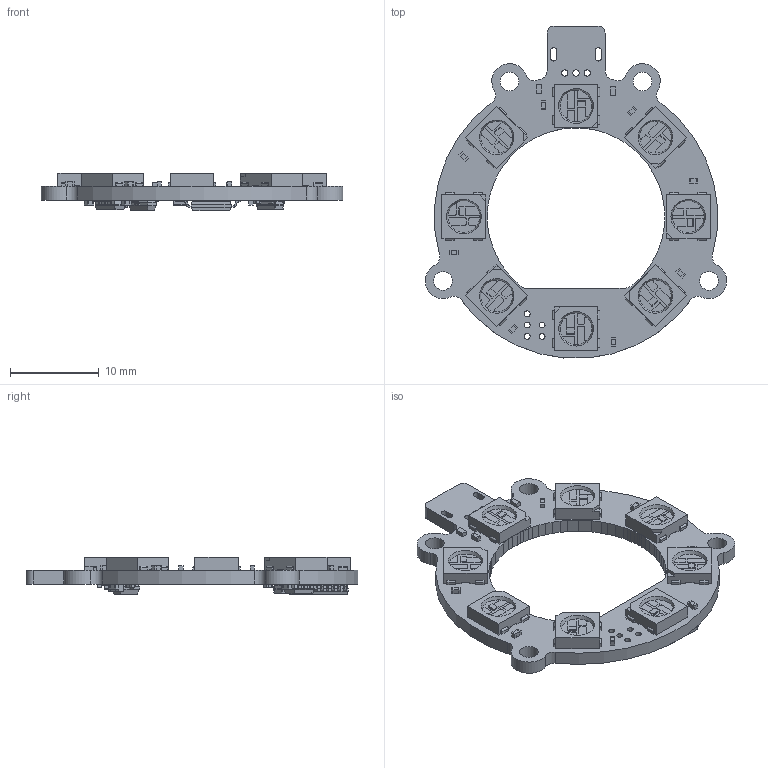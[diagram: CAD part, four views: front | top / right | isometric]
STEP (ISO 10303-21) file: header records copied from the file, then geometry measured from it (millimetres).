
FILE_DESCRIPTION(('Open CASCADE Model'),'2;1');
FILE_NAME('Open CASCADE Shape Model','2021-12-03T19:56:27',('Author'),( 'Open CASCADE'),'Open CASCADE STEP processor 6.8','Open CASCADE 6.8' ,'Unknown');
FILE_SCHEMA(('AUTOMOTIVE_DESIGN { 1 0 10303 214 1 1 1 1 }'));
Length unit declared in the file: millimetre
Products named in the file (79): PCB; Board; Open CASCADE STEP translator 6.8 2.1.1; U2; TSSOP20_STM; R3; 6367500560; Extruded; 6367491840; R2; D13; MSFT-SK6812; WS2812_RGB_LED_updated_v1; R5; 6268909344; 6268909184; D12; D11; D10; D9; D8; D7; D6; C12; 6367499120; 6367502240; C11; 6367486880; 6367498640; C10; C9; 6268908944; 6268908784; C8; C7; 6367504080; 6367500720; U1; MSFT-SOT23-5; Model ...
Assembly tree (130 placements, depth 5):
  PCB
    Board
      Open CASCADE STEP translator 6.8 2.1.1
    U2
      TSSOP20_STM
    R3
      6367500560  x2
        Extruded
      6367491840
        Extruded
    R2
      6367500560  x2
        Extruded
      6367491840
        Extruded
    D13
      MSFT-SK6812
        WS2812_RGB_LED_updated_v1
    R5
      6268909344
        Extruded
      6268909184  x2
        Extruded
    D12
      MSFT-SK6812
        WS2812_RGB_LED_updated_v1
    D11
      MSFT-SK6812
        WS2812_RGB_LED_updated_v1
    D10
      MSFT-SK6812
        WS2812_RGB_LED_updated_v1
    D9
      MSFT-SK6812
        WS2812_RGB_LED_updated_v1
    D8
      MSFT-SK6812
        WS2812_RGB_LED_updated_v1
    D7
      MSFT-SK6812
        WS2812_RGB_LED_updated_v1
    D6
      MSFT-SK6812
        WS2812_RGB_LED_updated_v1
    C12
      6367499120  x2
        Extruded
      6367502240
        Extruded
    C11
      6367486880  x2
        Extruded
      6367498640
        Extruded
    C10
      6367499120  x2
        Extruded
      6367502240
        Extruded
    C9
Bounding box: 33.99 x 37.45 x 4.24 mm (x, y, z)
Volume: 1182.3 mm3; surface area: 2445.1 mm2
Topology: 115 solids, 115 shells, 1548 faces, 3859 edges, 2550 vertices
Faces by surface type: plane 1229, cylinder 279, sphere 24, cone 8, bspline 8
Full cylindrical faces by diameter (mm): 0.152 x1, 0.165 x1, 0.224 x1, 0.66 x5, 0.71 x3, 1.146 x8, 2.1 x4
Entity records: 33396 total; most frequent: CARTESIAN_POINT 5449, DIRECTION 4683, ORIENTED_EDGE 4440, EDGE_CURVE 2220, LINE 1735, VECTOR 1735, AXIS2_PLACEMENT_3D 1474, VERTEX_POINT 1446
